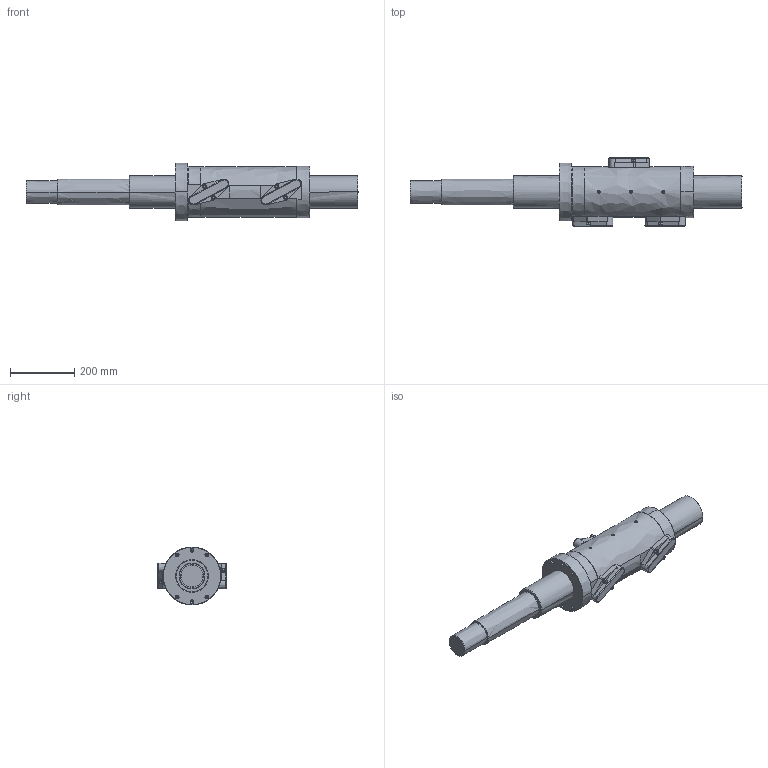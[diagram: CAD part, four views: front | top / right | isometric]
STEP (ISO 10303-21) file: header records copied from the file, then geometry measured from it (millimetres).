
FILE_DESCRIPTION((''),'2;1');
FILE_NAME('00_HSP10025FN_ASM','2022-07-13T14:51:08',('10019049'),(''),'CREO PARAMETRIC BY PTC INC, 2019080','CREO PARAMETRIC BY PTC INC, 2019080','');
FILE_SCHEMA(('CONFIG_CONTROL_DESIGN'));
Length unit declared in the file: millimetre
Products named in the file (6): NUT_HSP10025FN; ST_HSP12025FN; LOCKER_HSP10025FN; __8_0001; _M820_0001; 00_HSP10025FN_ASM
Assembly tree (17 placements, depth 2):
  00_HSP10025FN_ASM
    NUT_HSP10025FN
    ST_HSP12025FN
    LOCKER_HSP10025FN  x3
    __8_0001  x6
    _M820_0001  x6
Bounding box: 1031 x 214 x 180 mm (x, y, z)
Surface area: 773327.5 mm2 (no closed solid volume)
Topology: 0 solids, 0 shells, 399 faces, 1834 edges, 1792 vertices
Faces by surface type: bspline 374, torus 25
Entity records: 20820 total; most frequent: CARTESIAN_POINT 12394, DIRECTION 1402, TRIMMED_CURVE 1147, VECTOR 948, LINE 948, DEFINITIONAL_REPRESENTATION 870, PCURVE 870, COMPOSITE_CURVE_SEGMENT 870
